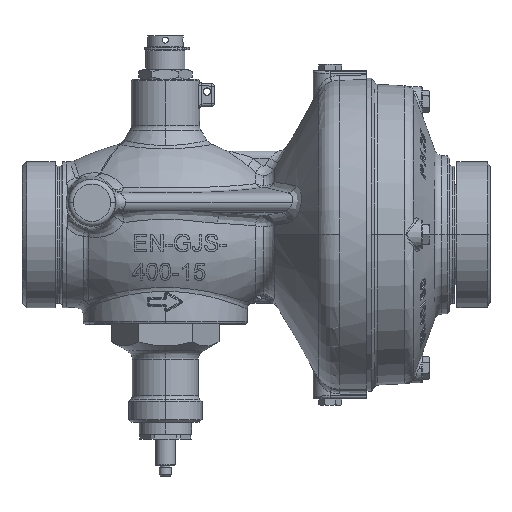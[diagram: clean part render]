
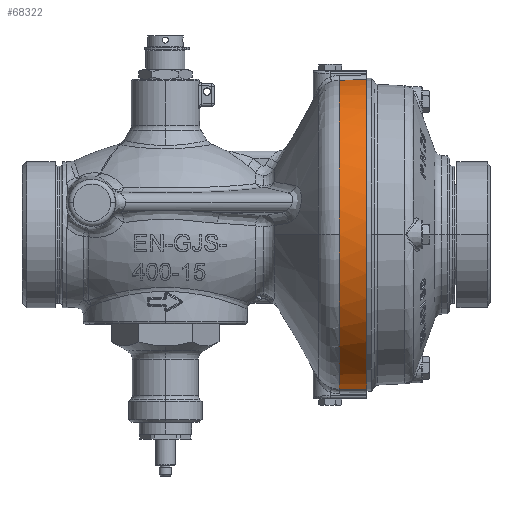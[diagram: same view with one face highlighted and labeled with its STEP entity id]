
A CAD part, top view. The second image highlights one B-rep face of the part: STEP entity #68322.
In plain terms, the highlighted conical face has half-angle 1 degrees and reference radius 63.976 mm.
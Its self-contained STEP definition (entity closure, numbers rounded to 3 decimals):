
#1660 = EDGE_CURVE ( 'NONE', #42052, #31395, #65261, .T. ) ;
#9218 = CARTESIAN_POINT ( 'NONE',  ( 84.902, 63.325, 8.727 ) ) ;
#9219 = CARTESIAN_POINT ( 'NONE',  ( 84.405, 63.316, 8.727 ) ) ;
#9281 = CARTESIAN_POINT ( 'NONE',  ( 80.626, 63.25, 8.727 ) ) ;
#9284 = CARTESIAN_POINT ( 'NONE',  ( 83.907, 63.308, 8.727 ) ) ;
#9393 = CARTESIAN_POINT ( 'NONE',  ( 85.4, 63.334, 8.727 ) ) ;
#9480 = CARTESIAN_POINT ( 'NONE',  ( 77.345, 63.192, 8.726 ) ) ;
#9549 = CARTESIAN_POINT ( 'NONE',  ( 74.064, 63.134, 8.726 ) ) ;
#10164 = AXIS2_PLACEMENT_3D ( 'NONE', #27703, #27873, #27721 ) ;
#10456 = CONICAL_SURFACE ( 'NONE', #10164, 63.976, 0.017 ) ;
#10540 = FACE_OUTER_BOUND ( 'NONE', #48110, .T. ) ;
#11016 = CARTESIAN_POINT ( 'NONE',  ( 74.064, 0., 0. ) ) ;
#12233 = DIRECTION ( 'NONE',  ( -1., 0., 0. ) ) ;
#13331 = DIRECTION ( 'NONE',  ( 0., 0., 1. ) ) ;
#15307 = DIRECTION ( 'NONE',  ( 1., 0., 0. ) ) ;
#15395 = CARTESIAN_POINT ( 'NONE',  ( 74.064, -63.134, 8.726 ) ) ;
#15458 = CARTESIAN_POINT ( 'NONE',  ( 74.064, 63.134, 8.726 ) ) ;
#15504 = DIRECTION ( 'NONE',  ( 0., 0., -1. ) ) ;
#15963 = CARTESIAN_POINT ( 'NONE',  ( 85.4, 0., 0. ) ) ;
#16477 = CARTESIAN_POINT ( 'NONE',  ( 74.064, 0., 63.735 ) ) ;
#18227 = CARTESIAN_POINT ( 'NONE',  ( 85.4, -63.334, 8.727 ) ) ;
#18235 = CARTESIAN_POINT ( 'NONE',  ( 85.4, 63.334, 8.727 ) ) ;
#25966 = CARTESIAN_POINT ( 'NONE',  ( 85.4, -63.334, 8.727 ) ) ;
#26008 = CARTESIAN_POINT ( 'NONE',  ( 82.954, -63.291, 8.727 ) ) ;
#26022 = CARTESIAN_POINT ( 'NONE',  ( 76.73, -63.181, 8.726 ) ) ;
#26069 = CARTESIAN_POINT ( 'NONE',  ( 75.397, -63.158, 8.726 ) ) ;
#26100 = CARTESIAN_POINT ( 'NONE',  ( 74.064, -63.134, 8.726 ) ) ;
#26135 = CARTESIAN_POINT ( 'NONE',  ( 80.509, -63.248, 8.727 ) ) ;
#26251 = CARTESIAN_POINT ( 'NONE',  ( 78.063, -63.205, 8.727 ) ) ;
#27703 = CARTESIAN_POINT ( 'NONE',  ( 87.907, 0., 0. ) ) ;
#27721 = DIRECTION ( 'NONE',  ( 0., 0., -1. ) ) ;
#27873 = DIRECTION ( 'NONE',  ( 1., 0., 0. ) ) ;
#28313 = DIRECTION ( 'NONE',  ( 0., 0., 1. ) ) ;
#28320 = DIRECTION ( 'NONE',  ( -1., 0., 0. ) ) ;
#28342 = CARTESIAN_POINT ( 'NONE',  ( 74.064, 0., 0. ) ) ;
#31395 = VERTEX_POINT ( 'NONE', #18227 ) ;
#31422 = VERTEX_POINT ( 'NONE', #18235 ) ;
#33812 = B_SPLINE_CURVE_WITH_KNOTS ( 'NONE', 3,
 ( #9393, #9218, #9219, #9284, #9281, #9480, #9549 ),
 .UNSPECIFIED., .F., .F.,
 ( 4, 3, 4 ),
 ( 0.003, 0.004, 0.014 ),
 .UNSPECIFIED. ) ;
#39043 = CIRCLE ( 'NONE', #66507, 63.735 ) ;
#39599 = CIRCLE ( 'NONE', #66050, 63.932 ) ;
#40725 = VERTEX_POINT ( 'NONE', #15458 ) ;
#41075 = VERTEX_POINT ( 'NONE', #16477 ) ;
#42052 = VERTEX_POINT ( 'NONE', #15395 ) ;
#42989 = CIRCLE ( 'NONE', #66198, 63.735 ) ;
#48110 = EDGE_LOOP ( 'NONE', ( #61954, #62880, #55228, #62712, #61965 ) ) ;
#49080 = EDGE_CURVE ( 'NONE', #41075, #40725, #39043, .T. ) ;
#49185 = EDGE_CURVE ( 'NONE', #31422, #31395, #39599, .T. ) ;
#55228 = ORIENTED_EDGE ( 'NONE', *, *, #49080, .F. ) ;
#56616 = EDGE_CURVE ( 'NONE', #31422, #40725, #33812, .T. ) ;
#56718 = EDGE_CURVE ( 'NONE', #42052, #41075, #42989, .T. ) ;
#61954 = ORIENTED_EDGE ( 'NONE', *, *, #49185, .F. ) ;
#61965 = ORIENTED_EDGE ( 'NONE', *, *, #1660, .T. ) ;
#62712 = ORIENTED_EDGE ( 'NONE', *, *, #56718, .F. ) ;
#62880 = ORIENTED_EDGE ( 'NONE', *, *, #56616, .T. ) ;
#65261 = B_SPLINE_CURVE_WITH_KNOTS ( 'NONE', 3,
 ( #26100, #26069, #26022, #26251, #26135, #26008, #25966 ),
 .UNSPECIFIED., .F., .F.,
 ( 4, 3, 4 ),
 ( 0., 0.004, 0.011 ),
 .UNSPECIFIED. ) ;
#66050 = AXIS2_PLACEMENT_3D ( 'NONE', #15963, #15307, #15504 ) ;
#66198 = AXIS2_PLACEMENT_3D ( 'NONE', #28342, #28320, #28313 ) ;
#66507 = AXIS2_PLACEMENT_3D ( 'NONE', #11016, #12233, #13331 ) ;
#68322 = ADVANCED_FACE ( 'NONE', ( #10540 ), #10456, .T. ) ;
